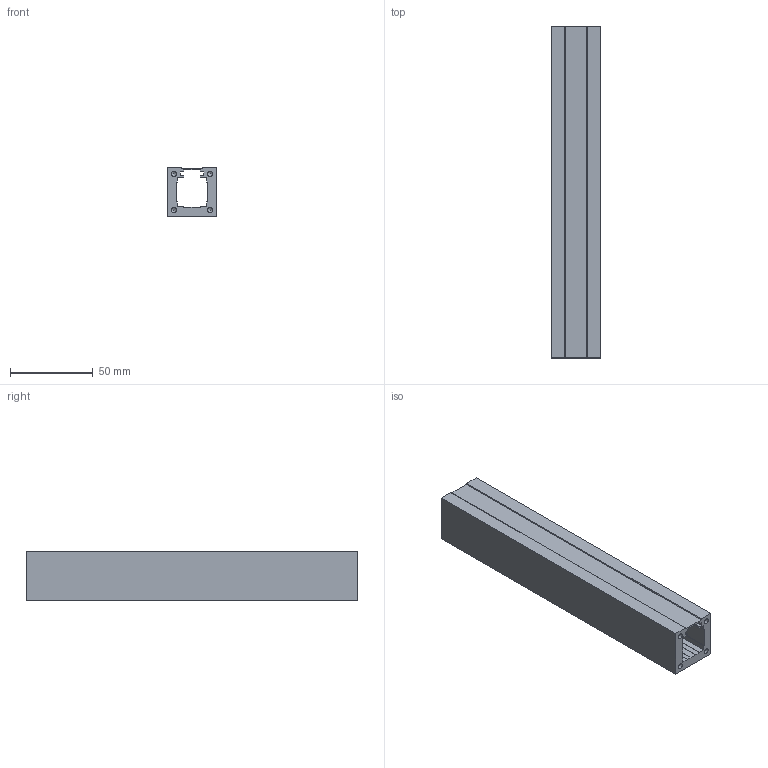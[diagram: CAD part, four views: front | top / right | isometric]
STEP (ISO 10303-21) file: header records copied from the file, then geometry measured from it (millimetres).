
FILE_DESCRIPTION(/* description */ ('Unknown'),/* implementation_level */ '2;1');
FILE_NAME(/* name */ 'Profil-30-Grundeinheit',/* time_stamp */ '2020-04-02T14:31:20+02:00',/* author */ ('Unknown'),/* organization */ ('Unknown'),/* preprocessor_version */ 'ST-DEVELOPER v16.7',/* originating_system */ 'Solid Edge',/* authorisation */ 'Unknown');
FILE_SCHEMA (('AUTOMOTIVE_DESIGN {1 0 10303 214 3 1 1}'));
Length unit declared in the file: millimetre
Products named in the file (1): Profil-30-Grundeinheit-dy
Bounding box: 30 x 200 x 30 mm (x, y, z)
Volume: 101025.1 mm3; surface area: 44257.6 mm2
Topology: 1 solids, 1 shells, 68 faces, 190 edges, 124 vertices
Faces by surface type: plane 42, cylinder 18, cone 8
Full cylindrical faces by diameter (mm): 3.242 x16
Entity records: 2549 total; most frequent: CARTESIAN_POINT 335, DIRECTION 316, ORIENTED_EDGE 300, EDGE_CURVE 150, LINE 122, VECTOR 122, VERTEX_POINT 116, FACE_BOUND 102
